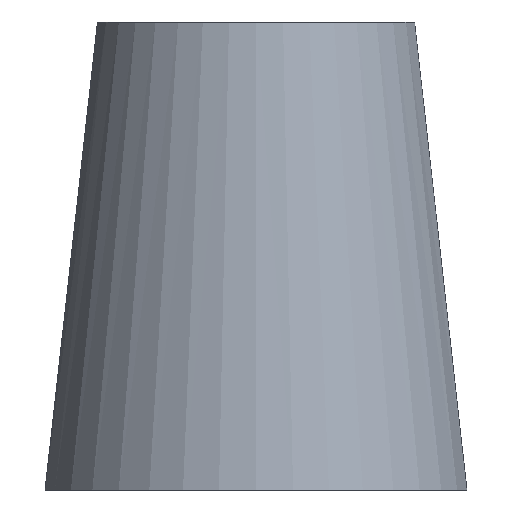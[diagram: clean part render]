
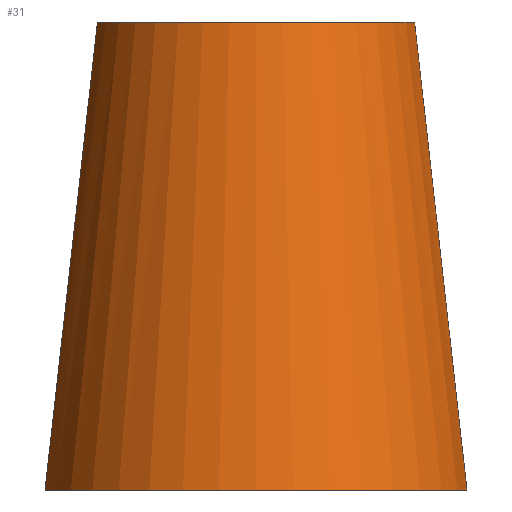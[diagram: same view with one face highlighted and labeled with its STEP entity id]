
A CAD part, left-side view. The second image highlights one B-rep face of the part: STEP entity #31.
In plain terms, the highlighted free-form (B-spline) face has degree [3, 1] with [4, 2] control points.
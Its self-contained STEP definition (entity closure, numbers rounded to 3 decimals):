
#7 = CARTESIAN_POINT ( 'NONE',  ( 0., 0., 0. ) ) ;
#8 = FACE_OUTER_BOUND ( 'NONE', #194, .T. ) ;
#9 =( BOUNDED_SURFACE ( )  B_SPLINE_SURFACE ( 3, 1, ( 
 ( #64, #124 ),
 ( #200, #109 ),
 ( #40, #126 ),
 ( #171, #23 ) ),
 .UNSPECIFIED., .F., .F., .F. ) 
 B_SPLINE_SURFACE_WITH_KNOTS ( ( 4, 4 ),
 ( 2, 2 ),
 ( 0., 1. ),
 ( 0., 1. ),
 .UNSPECIFIED. ) 
 GEOMETRIC_REPRESENTATION_ITEM ( )  RATIONAL_B_SPLINE_SURFACE ( (
 ( 1., 1.),
 ( 0.455, 0.493),
 ( 0.455, 0.493),
 ( 1., 1.) ) ) 
 REPRESENTATION_ITEM ( '' )  SURFACE ( )  );
#17 = ORIENTED_EDGE ( 'NONE', *, *, #39, .T. ) ;
#21 = ORIENTED_EDGE ( 'NONE', *, *, #67, .T. ) ;
#23 = CARTESIAN_POINT ( 'NONE',  ( -2., -8.133, 24. ) ) ;
#27 = CARTESIAN_POINT ( 'NONE',  ( 0., 0., 24. ) ) ;
#31 = ADVANCED_FACE ( 'NONE', ( #8 ), #9, .T. ) ;
#36 = VERTEX_POINT ( 'NONE', #107 ) ;
#39 = EDGE_CURVE ( 'NONE', #133, #189, #150, .T. ) ;
#40 = CARTESIAN_POINT ( 'NONE',  ( -17.6, -7.932, 0. ) ) ;
#43 = DIRECTION ( 'NONE',  ( 0., -0.111, 0.994 ) ) ;
#46 = EDGE_CURVE ( 'NONE', #133, #36, #112, .T. ) ;
#53 = VERTEX_POINT ( 'NONE', #185 ) ;
#57 = ORIENTED_EDGE ( 'NONE', *, *, #130, .T. ) ;
#60 = CARTESIAN_POINT ( 'NONE',  ( -2., -10.817, 0. ) ) ;
#63 = AXIS2_PLACEMENT_3D ( 'NONE', #7, #172, #155 ) ;
#64 = CARTESIAN_POINT ( 'NONE',  ( -2., 10.817, 0. ) ) ;
#67 = EDGE_CURVE ( 'NONE', #53, #36, #177, .T. ) ;
#92 = DIRECTION ( 'NONE',  ( 0., 0., -1. ) ) ;
#107 = CARTESIAN_POINT ( 'NONE',  ( -2., 8.133, 24. ) ) ;
#108 = DIRECTION ( 'NONE',  ( -0.239, 0.971, 0. ) ) ;
#109 = CARTESIAN_POINT ( 'NONE',  ( -12.689, 5.504, 24. ) ) ;
#112 = LINE ( 'NONE', #141, #131 ) ;
#113 = DIRECTION ( 'NONE',  ( 0., 0.111, 0.994 ) ) ;
#118 = VECTOR ( 'NONE', #113, 1000. ) ;
#124 = CARTESIAN_POINT ( 'NONE',  ( -2., 8.133, 24. ) ) ;
#126 = CARTESIAN_POINT ( 'NONE',  ( -12.689, -5.504, 24. ) ) ;
#130 = EDGE_CURVE ( 'NONE', #189, #53, #198, .T. ) ;
#131 = VECTOR ( 'NONE', #43, 1000. ) ;
#133 = VERTEX_POINT ( 'NONE', #173 ) ;
#139 = ORIENTED_EDGE ( 'NONE', *, *, #46, .F. ) ;
#141 = CARTESIAN_POINT ( 'NONE',  ( -2., 10.817, 0. ) ) ;
#150 = CIRCLE ( 'NONE', #63, 11. ) ;
#155 = DIRECTION ( 'NONE',  ( -0.182, 0.983, 0. ) ) ;
#163 = AXIS2_PLACEMENT_3D ( 'NONE', #27, #92, #108 ) ;
#171 = CARTESIAN_POINT ( 'NONE',  ( -2., -10.817, 0. ) ) ;
#172 = DIRECTION ( 'NONE',  ( 0., 0., 1. ) ) ;
#173 = CARTESIAN_POINT ( 'NONE',  ( -2., 10.817, 0. ) ) ;
#175 = CARTESIAN_POINT ( 'NONE',  ( -2., -10.817, 0. ) ) ;
#177 = CIRCLE ( 'NONE', #163, 8.375 ) ;
#185 = CARTESIAN_POINT ( 'NONE',  ( -2., -8.133, 24. ) ) ;
#189 = VERTEX_POINT ( 'NONE', #175 ) ;
#194 = EDGE_LOOP ( 'NONE', ( #17, #57, #21, #139 ) ) ;
#198 = LINE ( 'NONE', #60, #118 ) ;
#200 = CARTESIAN_POINT ( 'NONE',  ( -17.6, 7.932, 0. ) ) ;
